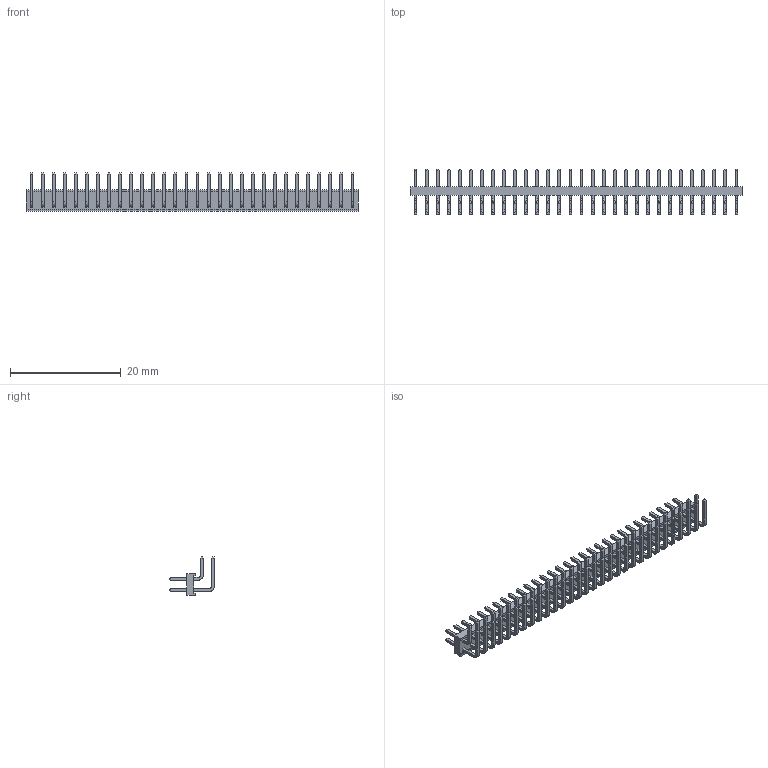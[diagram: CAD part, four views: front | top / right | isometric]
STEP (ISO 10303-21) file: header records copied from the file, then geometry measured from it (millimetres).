
FILE_DESCRIPTION(/* description */ ('STEP AP214'),/* implementation_level */ '2;1');
FILE_NAME(/* name */ 'TMM-130-01-S-D-RA',/* time_stamp */ '2025-12-08T13:10:21+01:00',/* author */ ('License CC BY-ND 4.0'),/* organization */ ('CADENAS'),/* preprocessor_version */ 'ST-DEVELOPER v20',/* originating_system */ 'PARTsolutions',/* authorisation */ ' ');
FILE_SCHEMA (('AUTOMOTIVE_DESIGN {1 0 10303 214 3 1 1}'));
Length unit declared in the file: inch
Products named in the file (4): TMM-130-01-S-D-RA; TMM-130-01-S-D-RA_body; TMM-130-01-S-D-RA_pins1; TMM-130-01-S-D-RA_pins2
Assembly tree (3 placements, depth 2):
  TMM-130-01-S-D-RA
    TMM-130-01-S-D-RA_body
    TMM-130-01-S-D-RA_pins1
    TMM-130-01-S-D-RA_pins2
Bounding box: 60 x 8.22 x 6.99 mm (x, y, z)
Volume: 533.1 mm3; surface area: 2869.2 mm2
Topology: 3 solids, 3 shells, 1518 faces, 4122 edges, 2668 vertices
Faces by surface type: plane 1398, cylinder 120
Entity records: 47051 total; most frequent: CARTESIAN_POINT 8312, ORIENTED_EDGE 8244, DIRECTION 7406, EDGE_CURVE 4122, LINE 3882, VECTOR 3882, VERTEX_POINT 2668, AXIS2_PLACEMENT_3D 1762
